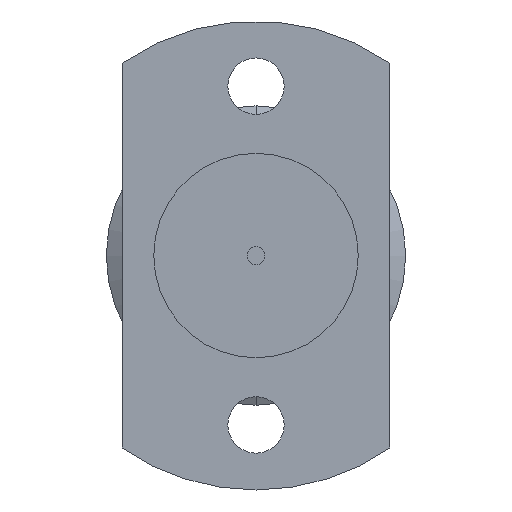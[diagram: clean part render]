
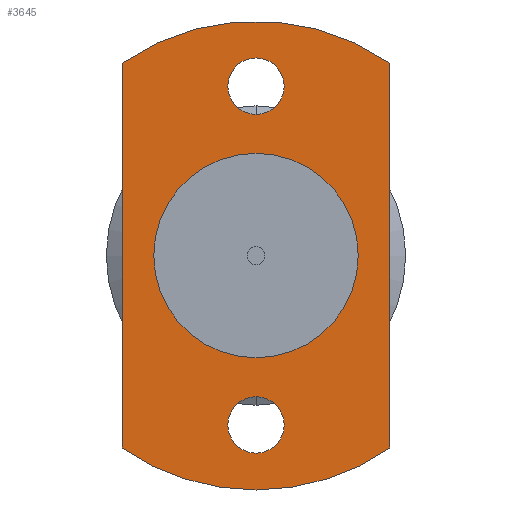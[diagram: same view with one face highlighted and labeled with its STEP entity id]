
A CAD part, front view. The second image highlights one B-rep face of the part: STEP entity #3645.
In plain terms, the highlighted planar face has unit normal (0, -1, 0).
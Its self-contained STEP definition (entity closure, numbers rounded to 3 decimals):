
#47 = ORIENTED_EDGE ( 'NONE', *, *, #1506, .F. ) ;
#61 = DIRECTION ( 'NONE',  ( 0., 0., -1. ) ) ;
#73 = CIRCLE ( 'NONE', #3332, 0.596 ) ;
#76 = CARTESIAN_POINT ( 'NONE',  ( 2.83, -11.43, -4.067 ) ) ;
#79 = EDGE_CURVE ( 'NONE', #3142, #2912, #2934, .T. ) ;
#90 = DIRECTION ( 'NONE',  ( 0., 0., -1. ) ) ;
#100 = CARTESIAN_POINT ( 'NONE',  ( 0., -11.43, -2.984 ) ) ;
#132 = DIRECTION ( 'NONE',  ( 0., 0., 1. ) ) ;
#140 = DIRECTION ( 'NONE',  ( 0., 0., -1. ) ) ;
#141 = AXIS2_PLACEMENT_3D ( 'NONE', #1492, #1783, #1759 ) ;
#207 = LINE ( 'NONE', #76, #2324 ) ;
#221 = CARTESIAN_POINT ( 'NONE',  ( 0., -11.43, -4.955 ) ) ;
#258 = CARTESIAN_POINT ( 'NONE',  ( 0., -11.43, 2.984 ) ) ;
#277 = ORIENTED_EDGE ( 'NONE', *, *, #1675, .F. ) ;
#318 = ORIENTED_EDGE ( 'NONE', *, *, #2648, .F. ) ;
#575 = AXIS2_PLACEMENT_3D ( 'NONE', #1659, #3419, #3714 ) ;
#597 = ORIENTED_EDGE ( 'NONE', *, *, #1220, .F. ) ;
#626 = ORIENTED_EDGE ( 'NONE', *, *, #1314, .F. ) ;
#654 = CIRCLE ( 'NONE', #575, 4.955 ) ;
#718 = FACE_OUTER_BOUND ( 'NONE', #3226, .T. ) ;
#840 = CARTESIAN_POINT ( 'NONE',  ( 0., -11.43, 3.58 ) ) ;
#903 = DIRECTION ( 'NONE',  ( 0., 0., -1. ) ) ;
#980 = AXIS2_PLACEMENT_3D ( 'NONE', #1471, #2290, #903 ) ;
#1033 = VERTEX_POINT ( 'NONE', #100 ) ;
#1110 = CIRCLE ( 'NONE', #980, 2.16 ) ;
#1210 = AXIS2_PLACEMENT_3D ( 'NONE', #3297, #3017, #140 ) ;
#1220 = EDGE_CURVE ( 'NONE', #1760, #3044, #2882, .T. ) ;
#1236 = LINE ( 'NONE', #3607, #2586 ) ;
#1253 = CIRCLE ( 'NONE', #141, 0.596 ) ;
#1283 = VERTEX_POINT ( 'NONE', #3752 ) ;
#1314 = EDGE_CURVE ( 'NONE', #2165, #1033, #1253, .T. ) ;
#1386 = EDGE_LOOP ( 'NONE', ( #318, #626 ) ) ;
#1458 = CARTESIAN_POINT ( 'NONE',  ( 0., -11.43, 0. ) ) ;
#1471 = CARTESIAN_POINT ( 'NONE',  ( 0., -11.43, 0. ) ) ;
#1486 = CARTESIAN_POINT ( 'NONE',  ( 0., -11.43, 4.176 ) ) ;
#1492 = CARTESIAN_POINT ( 'NONE',  ( 0., -11.43, -3.58 ) ) ;
#1506 = EDGE_CURVE ( 'NONE', #2912, #1283, #207, .T. ) ;
#1530 = ORIENTED_EDGE ( 'NONE', *, *, #2251, .F. ) ;
#1582 = CARTESIAN_POINT ( 'NONE',  ( 0., -11.43, 0. ) ) ;
#1593 = VERTEX_POINT ( 'NONE', #1620 ) ;
#1620 = CARTESIAN_POINT ( 'NONE',  ( 0., -11.43, 2.16 ) ) ;
#1637 = VERTEX_POINT ( 'NONE', #221 ) ;
#1648 = DIRECTION ( 'NONE',  ( 0., 0., -1. ) ) ;
#1659 = CARTESIAN_POINT ( 'NONE',  ( 0., -11.43, 0. ) ) ;
#1675 = EDGE_CURVE ( 'NONE', #1637, #2253, #654, .T. ) ;
#1748 = DIRECTION ( 'NONE',  ( 0., 1., 0. ) ) ;
#1759 = DIRECTION ( 'NONE',  ( 0., 0., -1. ) ) ;
#1760 = VERTEX_POINT ( 'NONE', #258 ) ;
#1781 = PLANE ( 'NONE',  #3648 ) ;
#1783 = DIRECTION ( 'NONE',  ( 0., -1., 0. ) ) ;
#1816 = CARTESIAN_POINT ( 'NONE',  ( 0., -11.43, 0. ) ) ;
#1851 = ORIENTED_EDGE ( 'NONE', *, *, #2382, .F. ) ;
#1854 = ORIENTED_EDGE ( 'NONE', *, *, #2103, .F. ) ;
#1868 = AXIS2_PLACEMENT_3D ( 'NONE', #1582, #2156, #2775 ) ;
#1999 = DIRECTION ( 'NONE',  ( 0., 0., -1. ) ) ;
#2085 = CARTESIAN_POINT ( 'NONE',  ( -2.83, -11.43, 4.067 ) ) ;
#2101 = DIRECTION ( 'NONE',  ( 0., -1., 0. ) ) ;
#2103 = EDGE_CURVE ( 'NONE', #2667, #1593, #3106, .T. ) ;
#2156 = DIRECTION ( 'NONE',  ( 0., 1., 0. ) ) ;
#2165 = VERTEX_POINT ( 'NONE', #3626 ) ;
#2182 = DIRECTION ( 'NONE',  ( 0., -1., 0. ) ) ;
#2202 = CIRCLE ( 'NONE', #1868, 4.955 ) ;
#2251 = EDGE_CURVE ( 'NONE', #2253, #3142, #1236, .T. ) ;
#2253 = VERTEX_POINT ( 'NONE', #3335 ) ;
#2290 = DIRECTION ( 'NONE',  ( 0., -1., 0. ) ) ;
#2324 = VECTOR ( 'NONE', #90, 1000. ) ;
#2344 = DIRECTION ( 'NONE',  ( 0., 0., 1. ) ) ;
#2382 = EDGE_CURVE ( 'NONE', #3044, #1760, #3097, .T. ) ;
#2443 = EDGE_LOOP ( 'NONE', ( #1851, #597 ) ) ;
#2459 = CARTESIAN_POINT ( 'NONE',  ( 0., -11.43, 3.58 ) ) ;
#2569 = DIRECTION ( 'NONE',  ( 0., 0., -1. ) ) ;
#2586 = VECTOR ( 'NONE', #132, 1000. ) ;
#2648 = EDGE_CURVE ( 'NONE', #1033, #2165, #73, .T. ) ;
#2667 = VERTEX_POINT ( 'NONE', #2878 ) ;
#2775 = DIRECTION ( 'NONE',  ( 0., 0., -1. ) ) ;
#2827 = CARTESIAN_POINT ( 'NONE',  ( 2.83, -11.43, 4.067 ) ) ;
#2878 = CARTESIAN_POINT ( 'NONE',  ( 0., -11.43, -2.16 ) ) ;
#2882 = CIRCLE ( 'NONE', #3109, 0.596 ) ;
#2905 = CARTESIAN_POINT ( 'NONE',  ( 0., -11.43, -3.58 ) ) ;
#2912 = VERTEX_POINT ( 'NONE', #2827 ) ;
#2934 = CIRCLE ( 'NONE', #3442, 4.955 ) ;
#2942 = FACE_BOUND ( 'NONE', #3755, .T. ) ;
#2987 = FACE_BOUND ( 'NONE', #2443, .T. ) ;
#3009 = AXIS2_PLACEMENT_3D ( 'NONE', #2459, #2182, #1648 ) ;
#3015 = EDGE_CURVE ( 'NONE', #1593, #2667, #1110, .T. ) ;
#3017 = DIRECTION ( 'NONE',  ( 0., -1., 0. ) ) ;
#3044 = VERTEX_POINT ( 'NONE', #1486 ) ;
#3097 = CIRCLE ( 'NONE', #3009, 0.596 ) ;
#3106 = CIRCLE ( 'NONE', #1210, 2.16 ) ;
#3109 = AXIS2_PLACEMENT_3D ( 'NONE', #840, #3446, #2569 ) ;
#3142 = VERTEX_POINT ( 'NONE', #2085 ) ;
#3226 = EDGE_LOOP ( 'NONE', ( #3630, #47, #3366, #1530, #277 ) ) ;
#3297 = CARTESIAN_POINT ( 'NONE',  ( 0., -11.43, 0. ) ) ;
#3332 = AXIS2_PLACEMENT_3D ( 'NONE', #2905, #3748, #1999 ) ;
#3335 = CARTESIAN_POINT ( 'NONE',  ( -2.83, -11.43, -4.067 ) ) ;
#3359 = ORIENTED_EDGE ( 'NONE', *, *, #3015, .F. ) ;
#3366 = ORIENTED_EDGE ( 'NONE', *, *, #79, .F. ) ;
#3419 = DIRECTION ( 'NONE',  ( 0., 1., 0. ) ) ;
#3442 = AXIS2_PLACEMENT_3D ( 'NONE', #1458, #1748, #2344 ) ;
#3446 = DIRECTION ( 'NONE',  ( 0., -1., 0. ) ) ;
#3496 = FACE_BOUND ( 'NONE', #1386, .T. ) ;
#3607 = CARTESIAN_POINT ( 'NONE',  ( -2.83, -11.43, -4.067 ) ) ;
#3626 = CARTESIAN_POINT ( 'NONE',  ( 0., -11.43, -4.176 ) ) ;
#3630 = ORIENTED_EDGE ( 'NONE', *, *, #3742, .F. ) ;
#3645 = ADVANCED_FACE ( 'NONE', ( #2987, #3496, #718, #2942 ), #1781, .T. ) ;
#3648 = AXIS2_PLACEMENT_3D ( 'NONE', #1816, #2101, #61 ) ;
#3714 = DIRECTION ( 'NONE',  ( 0., 0., -1. ) ) ;
#3742 = EDGE_CURVE ( 'NONE', #1283, #1637, #2202, .T. ) ;
#3748 = DIRECTION ( 'NONE',  ( 0., -1., 0. ) ) ;
#3752 = CARTESIAN_POINT ( 'NONE',  ( 2.83, -11.43, -4.067 ) ) ;
#3755 = EDGE_LOOP ( 'NONE', ( #3359, #1854 ) ) ;
